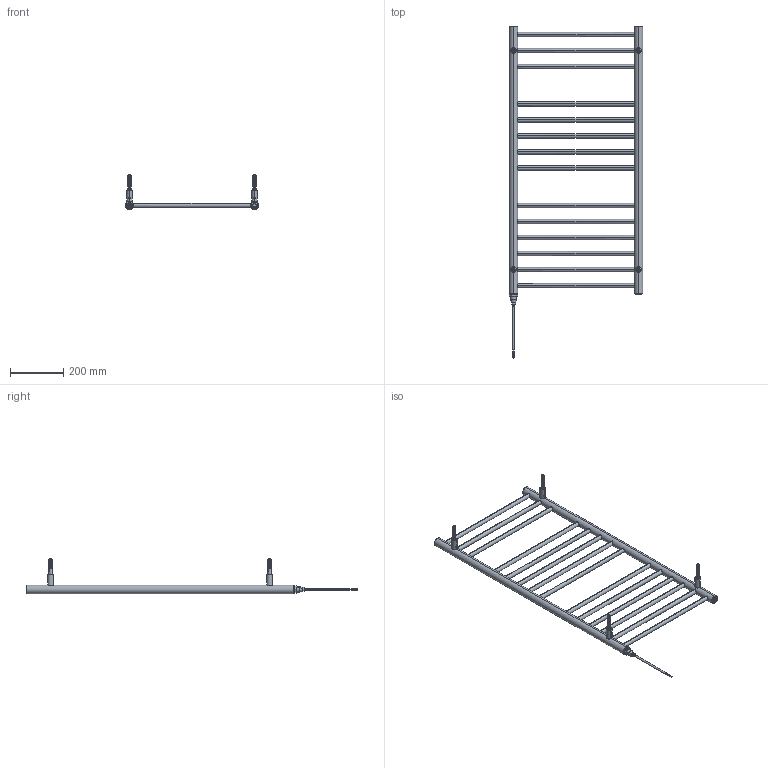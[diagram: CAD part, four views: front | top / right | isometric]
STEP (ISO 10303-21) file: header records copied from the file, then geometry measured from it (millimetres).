
FILE_DESCRIPTION (( 'STEP AP214' ), '1' );
FILE_NAME ('EM1005.BB.F_STEP_V10321.STEP', '2021-03-25T11:33:05', ( '' ), ( '' ), 'SwSTEP 2.0', 'SolidWorks 2019', '' );
FILE_SCHEMA (( 'AUTOMOTIVE_DESIGN' ));
Length unit declared in the file: millimetre
Products named in the file (1): EM1005.BB.F_STEP_V10321
Bounding box: 499.94 x 1243.02 x 132 mm (x, y, z)
Surface area: 562391.1 mm2 (no closed solid volume)
Topology: 0 solids, 69 shells, 482 faces, 1901 edges, 1395 vertices
Faces by surface type: plane 230, cylinder 203, cone 24, bspline 23, torus 2
Entity records: 64455 total; most frequent: CARTESIAN_POINT 52714, ORIENTED_EDGE 2776, EDGE_CURVE 1901, B_SPLINE_CURVE_WITH_KNOTS 1881, VERTEX_POINT 1395, DIRECTION 920, EDGE_LOOP 586, FACE_OUTER_BOUND 482
